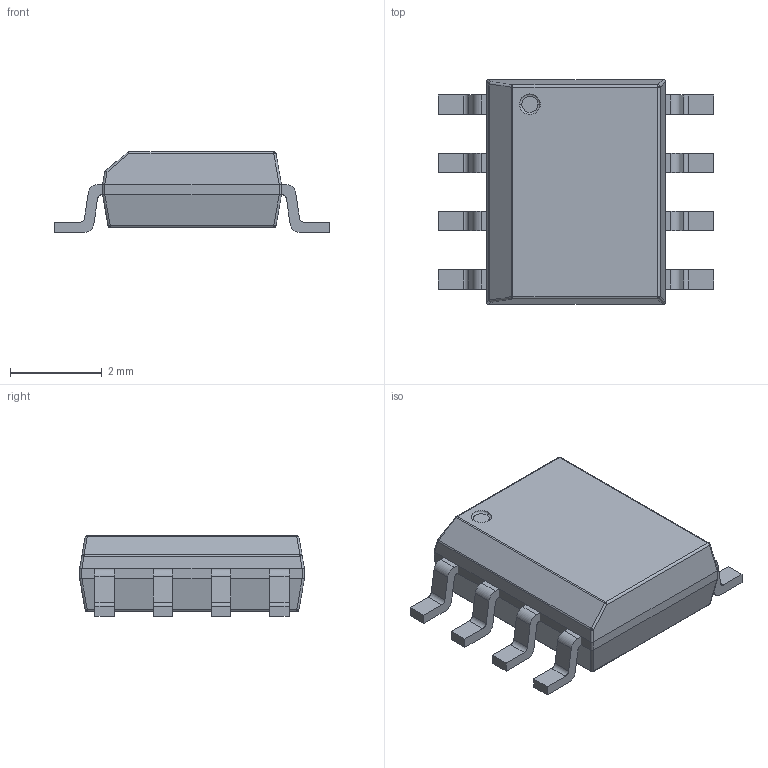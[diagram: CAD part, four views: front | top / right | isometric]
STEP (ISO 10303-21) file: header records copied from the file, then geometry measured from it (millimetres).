
FILE_DESCRIPTION (( 'STEP AP214' ), '1' );
FILE_NAME ('FDS9958.STEP', '2024-10-16T09:10:52', ( '' ), ( '' ), 'SwSTEP 2.0', 'SolidWorks 2023', '' );
FILE_SCHEMA (( 'AUTOMOTIVE_DESIGN' ));
Length unit declared in the file: inch
Products named in the file (3): pins; FDS9958; body
Assembly tree (2 placements, depth 2):
  FDS9958
    body
    pins
Bounding box: 6 x 4.9 x 1.75 mm (x, y, z)
Volume: 31.4 mm3; surface area: 88 mm2
Topology: 9 solids, 9 shells, 171 faces, 434 edges, 266 vertices
Faces by surface type: plane 96, cylinder 55, bspline 20
Entity records: 7630 total; most frequent: CARTESIAN_POINT 1202, DIRECTION 850, ORIENTED_EDGE 836, EDGE_CURVE 418, AXIS2_PLACEMENT_3D 286, LINE 278, VECTOR 278, VERTEX_POINT 266
